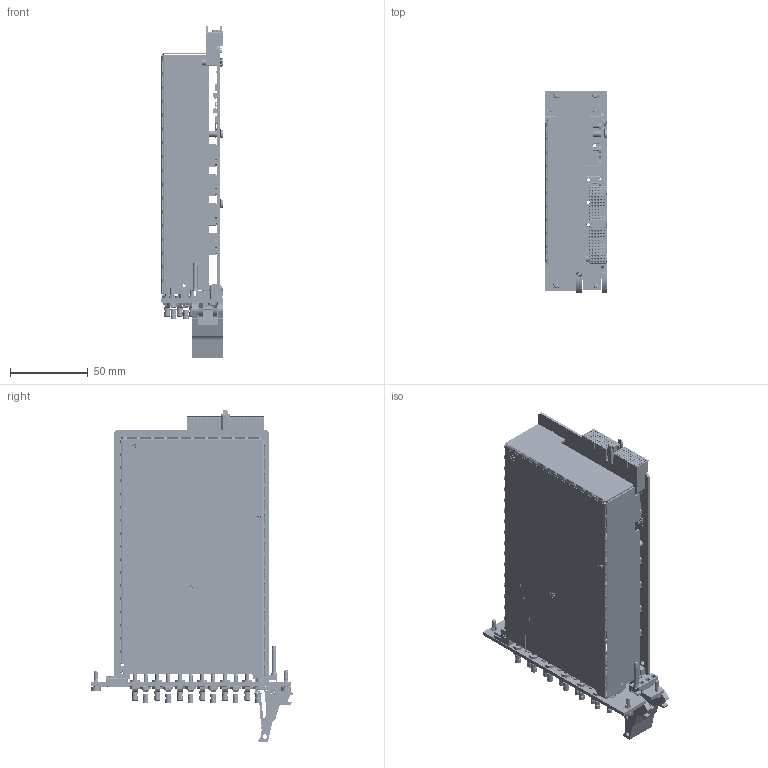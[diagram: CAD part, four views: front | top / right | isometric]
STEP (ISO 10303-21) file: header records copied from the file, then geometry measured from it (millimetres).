
FILE_DESCRIPTION (( 'STEP AP214' ), '1' );
FILE_NAME ('40-754-117 17 SPDT 50R 1.8GHz SMB.STEP', '2013-09-05T15:49:05', ( 'admin' ), ( '' ), 'SwSTEP 2.0', 'SolidWorks 2012', '' );
FILE_SCHEMA (( 'AUTOMOTIVE_DESIGN' ));
Length unit declared in the file: millimetre
Products named in the file (1): 40-754-117 17 SPDT 50R 1.8GHz SMB
Bounding box: 40.1 x 129.87 x 214.01 mm (x, y, z)
Surface area: 146699.8 mm2 (no closed solid volume)
Topology: 0 solids, 751 shells, 5979 faces, 20494 edges, 14755 vertices
Faces by surface type: cylinder 2845, plane 2477, cone 446, bspline 119, sphere 48, torus 44
Full cylindrical faces by diameter (mm): 0.6 x110, 0.66 x1212, 1 x2, 1.016 x51, 1.3 x29, 1.487 x18, 1.493 x9, 1.499 x42, 1.512 x16, 1.523 x9, 1.552 x8, 1.7 x2, 2 x72, 2.05 x2, 2.2 x20, 2.5 x5, 2.6 x34, 2.7 x2, 2.8 x1, 3 x5, 3.291 x51, 3.665 x1, 3.7 x102, 4 x2, 5 x5, 5.3 x3, 5.9 x5, 6 x3, 6.5 x39, 6.8 x3
Entity records: 293046 total; most frequent: CARTESIAN_POINT 56441, DIRECTION 35352, ORIENTED_EDGE 26559, EDGE_CURVE 17771, VERTEX_POINT 14378, AXIS2_PLACEMENT_3D 12989, EDGE_LOOP 11965, VECTOR 9374
